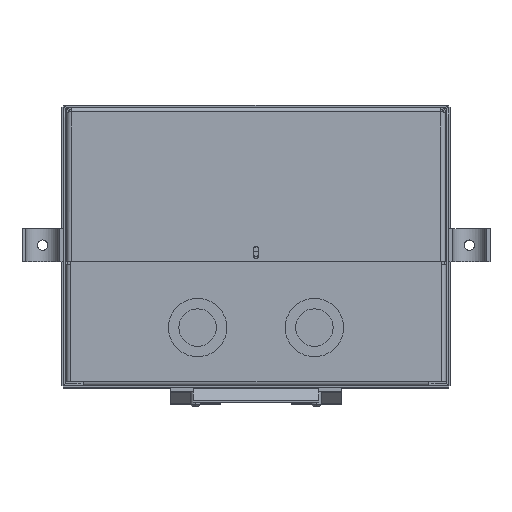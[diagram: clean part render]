
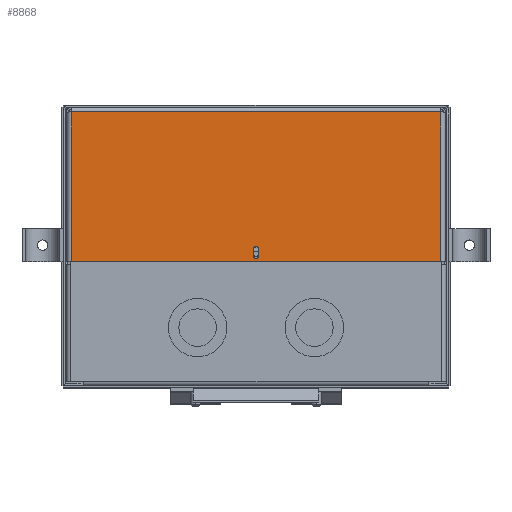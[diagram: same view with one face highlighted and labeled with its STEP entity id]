
A CAD part, front view. The second image highlights one B-rep face of the part: STEP entity #8868.
In plain terms, the highlighted planar face has unit normal (0, -1, 0).
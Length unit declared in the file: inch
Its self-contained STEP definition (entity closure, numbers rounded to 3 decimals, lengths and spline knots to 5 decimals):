
#83 = VERTEX_POINT ( 'NONE', #18579 ) ;
#99 = VERTEX_POINT ( 'NONE', #18595 ) ;
#1400 = EDGE_CURVE ( 'NONE', #99, #83, #3923, .T. ) ;
#1421 = EDGE_CURVE ( 'NONE', #12201, #12199, #3959, .T. ) ;
#1423 = EDGE_CURVE ( 'NONE', #12308, #11957, #3964, .T. ) ;
#1424 = EDGE_CURVE ( 'NONE', #11957, #12054, #3965, .T. ) ;
#1425 = EDGE_CURVE ( 'NONE', #12054, #99, #3966, .T. ) ;
#1426 = EDGE_CURVE ( 'NONE', #83, #12308, #3968, .T. ) ;
#1427 = EDGE_CURVE ( 'NONE', #12199, #12453, #3969, .T. ) ;
#1428 = EDGE_CURVE ( 'NONE', #12246, #12453, #3971, .T. ) ;
#1429 = EDGE_CURVE ( 'NONE', #12246, #12201, #3962, .T. ) ;
#3240 = ORIENTED_EDGE ( 'NONE', *, *, #1423, .T. ) ;
#3241 = ORIENTED_EDGE ( 'NONE', *, *, #1424, .T. ) ;
#3242 = ORIENTED_EDGE ( 'NONE', *, *, #1425, .T. ) ;
#3243 = ORIENTED_EDGE ( 'NONE', *, *, #1400, .T. ) ;
#3244 = ORIENTED_EDGE ( 'NONE', *, *, #1426, .T. ) ;
#3245 = ORIENTED_EDGE ( 'NONE', *, *, #1421, .T. ) ;
#3246 = ORIENTED_EDGE ( 'NONE', *, *, #1427, .T. ) ;
#3247 = ORIENTED_EDGE ( 'NONE', *, *, #1428, .F. ) ;
#3248 = ORIENTED_EDGE ( 'NONE', *, *, #1429, .T. ) ;
#3923 = CIRCLE ( 'NONE', #4168, 0.07812 ) ;
#3959 = LINE ( 'NONE', #4936, #3963 ) ;
#3962 = LINE ( 'NONE', #4950, #3976 ) ;
#3963 = VECTOR ( 'NONE', #4934, 39.37008 ) ;
#3964 = CIRCLE ( 'NONE', #4176, 0.07812 ) ;
#3965 = LINE ( 'NONE', #4940, #3967 ) ;
#3966 = CIRCLE ( 'NONE', #4177, 0.07812 ) ;
#3967 = VECTOR ( 'NONE', #4941, 39.37008 ) ;
#3968 = LINE ( 'NONE', #4945, #3970 ) ;
#3969 = LINE ( 'NONE', #4954, #3972 ) ;
#3970 = VECTOR ( 'NONE', #4946, 39.37008 ) ;
#3971 = LINE ( 'NONE', #4956, #3974 ) ;
#3972 = VECTOR ( 'NONE', #4955, 39.37008 ) ;
#3974 = VECTOR ( 'NONE', #4957, 39.37008 ) ;
#3976 = VECTOR ( 'NONE', #4958, 39.37008 ) ;
#4168 = AXIS2_PLACEMENT_3D ( 'NONE', #4892, #4893, #4894 ) ;
#4176 = AXIS2_PLACEMENT_3D ( 'NONE', #4947, #4948, #4949 ) ;
#4177 = AXIS2_PLACEMENT_3D ( 'NONE', #4951, #4952, #4953 ) ;
#4374 = AXIS2_PLACEMENT_3D ( 'NONE', #8224, #8223, #8227 ) ;
#4892 = CARTESIAN_POINT ( 'NONE',  ( 0., -0.923, -4.23838 ) ) ;
#4893 = DIRECTION ( 'NONE',  ( 0., 1., 0. ) ) ;
#4894 = DIRECTION ( 'NONE',  ( 0., 0., 1. ) ) ;
#4934 = DIRECTION ( 'NONE',  ( -1., 0., 0. ) ) ;
#4936 = CARTESIAN_POINT ( 'NONE',  ( 0., -0.923, -0.1348 ) ) ;
#4940 = CARTESIAN_POINT ( 'NONE',  ( -0.07813, -0.923, -4.45713 ) ) ;
#4941 = DIRECTION ( 'NONE',  ( 0., 0., 1. ) ) ;
#4945 = CARTESIAN_POINT ( 'NONE',  ( 0.07812, -0.923, -4.45713 ) ) ;
#4946 = DIRECTION ( 'NONE',  ( 0., 0., -1. ) ) ;
#4947 = CARTESIAN_POINT ( 'NONE',  ( 0., -0.923, -4.45713 ) ) ;
#4948 = DIRECTION ( 'NONE',  ( 0., 1., 0. ) ) ;
#4949 = DIRECTION ( 'NONE',  ( 0., 0., 1. ) ) ;
#4950 = CARTESIAN_POINT ( 'NONE',  ( 5.546, -0.923, -4.629 ) ) ;
#4951 = CARTESIAN_POINT ( 'NONE',  ( 0., -0.923, -4.23838 ) ) ;
#4952 = DIRECTION ( 'NONE',  ( 0., 1., 0. ) ) ;
#4953 = DIRECTION ( 'NONE',  ( 0., 0., 1. ) ) ;
#4954 = CARTESIAN_POINT ( 'NONE',  ( -5.546, -0.923, -0.1348 ) ) ;
#4955 = DIRECTION ( 'NONE',  ( 0., 0., -1. ) ) ;
#4956 = CARTESIAN_POINT ( 'NONE',  ( -5.621, -0.923, -4.629 ) ) ;
#4957 = DIRECTION ( 'NONE',  ( -1., 0., 0. ) ) ;
#4958 = DIRECTION ( 'NONE',  ( 0., 0., 1. ) ) ;
#6444 = FACE_BOUND ( 'NONE', #19064, .T. ) ;
#6507 = FACE_OUTER_BOUND ( 'NONE', #18467, .T. ) ;
#8223 = DIRECTION ( 'NONE',  ( 0., -1., 0. ) ) ;
#8224 = CARTESIAN_POINT ( 'NONE',  ( 0., -0.923, 0. ) ) ;
#8225 = PLANE ( 'NONE',  #4374 ) ;
#8227 = DIRECTION ( 'NONE',  ( 0., 0., -1. ) ) ;
#8868 = ADVANCED_FACE ( 'NONE', ( #6444, #6507 ), #8225, .T. ) ;
#11957 = VERTEX_POINT ( 'NONE', #17725 ) ;
#12054 = VERTEX_POINT ( 'NONE', #17775 ) ;
#12199 = VERTEX_POINT ( 'NONE', #17855 ) ;
#12201 = VERTEX_POINT ( 'NONE', #17857 ) ;
#12246 = VERTEX_POINT ( 'NONE', #17902 ) ;
#12308 = VERTEX_POINT ( 'NONE', #17964 ) ;
#12453 = VERTEX_POINT ( 'NONE', #18109 ) ;
#17725 = CARTESIAN_POINT ( 'NONE',  ( -0.07813, -0.923, -4.45713 ) ) ;
#17775 = CARTESIAN_POINT ( 'NONE',  ( -0.07813, -0.923, -4.23838 ) ) ;
#17855 = CARTESIAN_POINT ( 'NONE',  ( -5.546, -0.923, -0.1348 ) ) ;
#17857 = CARTESIAN_POINT ( 'NONE',  ( 5.546, -0.923, -0.1348 ) ) ;
#17902 = CARTESIAN_POINT ( 'NONE',  ( 5.546, -0.923, -4.629 ) ) ;
#17964 = CARTESIAN_POINT ( 'NONE',  ( 0.07812, -0.923, -4.45713 ) ) ;
#18109 = CARTESIAN_POINT ( 'NONE',  ( -5.546, -0.923, -4.629 ) ) ;
#18467 = EDGE_LOOP ( 'NONE', ( #3245, #3246, #3247, #3248 ) ) ;
#18579 = CARTESIAN_POINT ( 'NONE',  ( 0.07812, -0.923, -4.23838 ) ) ;
#18595 = CARTESIAN_POINT ( 'NONE',  ( 0., -0.923, -4.16025 ) ) ;
#19064 = EDGE_LOOP ( 'NONE', ( #3240, #3241, #3242, #3243, #3244 ) ) ;
